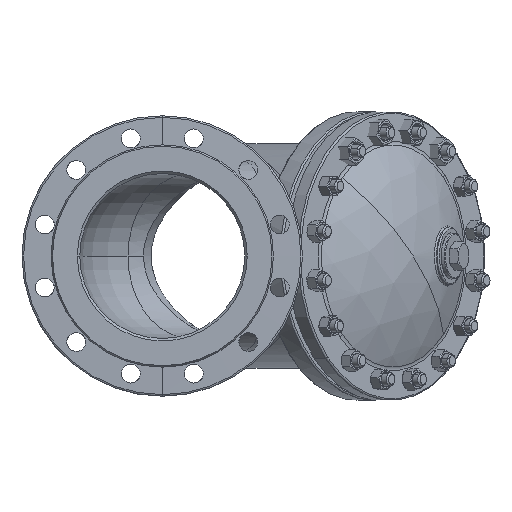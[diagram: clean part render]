
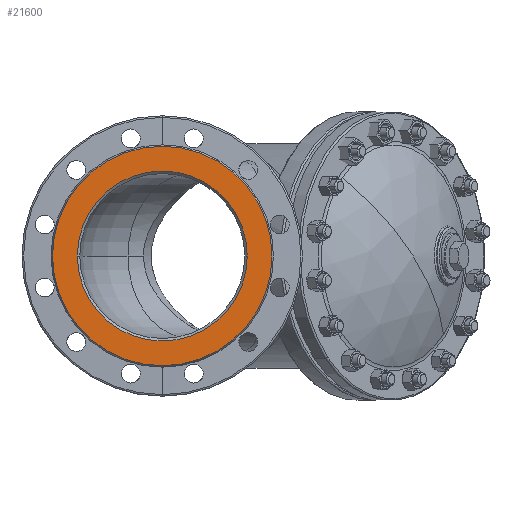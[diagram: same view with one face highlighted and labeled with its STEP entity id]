
A CAD part, left-side view. The second image highlights one B-rep face of the part: STEP entity #21600.
In plain terms, the highlighted planar face has unit normal (-1, 0, 0).
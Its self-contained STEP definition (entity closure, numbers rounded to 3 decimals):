
#7391 = AXIS2_PLACEMENT_3D ( 'NONE', #61061, #61076, #61078 ) ;
#12203 = CARTESIAN_POINT ( 'NONE',  ( -600., 0., 0. ) ) ;
#12204 = DIRECTION ( 'NONE',  ( 1., 0., 0. ) ) ;
#12205 = DIRECTION ( 'NONE',  ( 0., 0., 1. ) ) ;
#12285 = CARTESIAN_POINT ( 'NONE',  ( -600., 0., 0. ) ) ;
#12286 = DIRECTION ( 'NONE',  ( 1., 0., 0. ) ) ;
#12287 = DIRECTION ( 'NONE',  ( 0., 0., -1. ) ) ;
#13428 = FACE_BOUND ( 'NONE', #70309, .T. ) ;
#13437 = FACE_OUTER_BOUND ( 'NONE', #70328, .T. ) ;
#18590 = CARTESIAN_POINT ( 'NONE',  ( -600., 0., 0. ) ) ;
#18591 = PLANE ( 'NONE',  #24041 ) ;
#18593 = DIRECTION ( 'NONE',  ( -1., 0., 0. ) ) ;
#18594 = DIRECTION ( 'NONE',  ( 0., 0., 1. ) ) ;
#20525 = CARTESIAN_POINT ( 'NONE',  ( -600., 0., 133. ) ) ;
#20527 = CARTESIAN_POINT ( 'NONE',  ( -600., 0., -133. ) ) ;
#21600 = ADVANCED_FACE ( 'NONE', ( #13428, #13437 ), #18591, .T. ) ;
#24041 = AXIS2_PLACEMENT_3D ( 'NONE', #18590, #18593, #18594 ) ;
#25634 = AXIS2_PLACEMENT_3D ( 'NONE', #45339, #45340, #45341 ) ;
#25736 = AXIS2_PLACEMENT_3D ( 'NONE', #12203, #12204, #12205 ) ;
#25750 = AXIS2_PLACEMENT_3D ( 'NONE', #12285, #12286, #12287 ) ;
#31549 = ORIENTED_EDGE ( 'NONE', *, *, #49884, .F. ) ;
#31550 = ORIENTED_EDGE ( 'NONE', *, *, #49572, .F. ) ;
#31551 = ORIENTED_EDGE ( 'NONE', *, *, #49875, .T. ) ;
#31552 = ORIENTED_EDGE ( 'NONE', *, *, #66246, .T. ) ;
#39217 = CIRCLE ( 'NONE', #7391, 103. ) ;
#45339 = CARTESIAN_POINT ( 'NONE',  ( -600., 0., 0. ) ) ;
#45340 = DIRECTION ( 'NONE',  ( 1., 0., 0. ) ) ;
#45341 = DIRECTION ( 'NONE',  ( 0., 0., -1. ) ) ;
#47553 = VERTEX_POINT ( 'NONE', #20525 ) ;
#47554 = VERTEX_POINT ( 'NONE', #20527 ) ;
#49572 = EDGE_CURVE ( 'NONE', #47553, #47554, #73228, .T. ) ;
#49875 = EDGE_CURVE ( 'NONE', #69270, #69271, #73400, .T. ) ;
#49884 = EDGE_CURVE ( 'NONE', #47554, #47553, #73406, .T. ) ;
#61061 = CARTESIAN_POINT ( 'NONE',  ( -600., 0., 0. ) ) ;
#61076 = DIRECTION ( 'NONE',  ( 1., 0., 0. ) ) ;
#61078 = DIRECTION ( 'NONE',  ( 0., 0., 1. ) ) ;
#65464 = CARTESIAN_POINT ( 'NONE',  ( -600., 103., 0. ) ) ;
#65466 = CARTESIAN_POINT ( 'NONE',  ( -600., -103., 0. ) ) ;
#66246 = EDGE_CURVE ( 'NONE', #69271, #69270, #39217, .T. ) ;
#69270 = VERTEX_POINT ( 'NONE', #65464 ) ;
#69271 = VERTEX_POINT ( 'NONE', #65466 ) ;
#70309 = EDGE_LOOP ( 'NONE', ( #31552, #31551 ) ) ;
#70328 = EDGE_LOOP ( 'NONE', ( #31550, #31549 ) ) ;
#73228 = CIRCLE ( 'NONE', #25634, 133. ) ;
#73400 = CIRCLE ( 'NONE', #25736, 103. ) ;
#73406 = CIRCLE ( 'NONE', #25750, 133. ) ;
